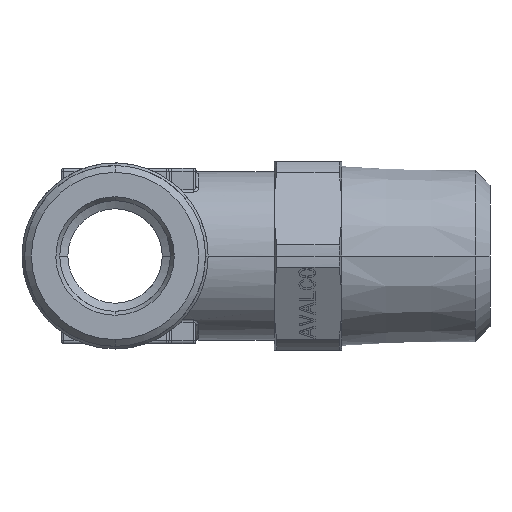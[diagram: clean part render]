
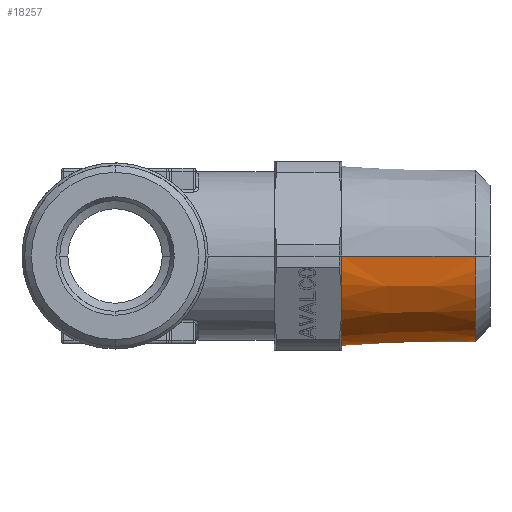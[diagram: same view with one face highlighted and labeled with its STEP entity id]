
A CAD part, left-side view. The second image highlights one B-rep face of the part: STEP entity #18257.
In plain terms, the highlighted conical face has half-angle 1.78 degrees and reference radius 6.502 mm.
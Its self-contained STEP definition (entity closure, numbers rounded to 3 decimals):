
#17783=CARTESIAN_POINT('Vertex',(-6.655,-16.8,0.)) ;
#17785=CARTESIAN_POINT('Vertex',(6.655,-16.8,0.)) ;
#17789=CARTESIAN_POINT('Control Point',(-6.655,-16.8,0.)) ;
#17790=CARTESIAN_POINT('Control Point',(-6.655,-16.8,-0.632)) ;
#17791=CARTESIAN_POINT('Control Point',(-6.58,-16.8,-1.264)) ;
#17792=CARTESIAN_POINT('Control Point',(-6.43,-16.8,-1.884)) ;
#17793=CARTESIAN_POINT('Control Point',(-5.986,-16.8,-3.077)) ;
#17794=CARTESIAN_POINT('Control Point',(-5.275,-16.8,-4.132)) ;
#17795=CARTESIAN_POINT('Control Point',(-4.858,-16.8,-4.615)) ;
#17796=CARTESIAN_POINT('Control Point',(-3.918,-16.8,-5.473)) ;
#17797=CARTESIAN_POINT('Control Point',(-2.803,-16.8,-6.086)) ;
#17798=CARTESIAN_POINT('Control Point',(-2.211,-16.8,-6.325)) ;
#17799=CARTESIAN_POINT('Control Point',(-0.983,-16.8,-6.658)) ;
#17800=CARTESIAN_POINT('Control Point',(0.289,-16.8,-6.694)) ;
#17801=CARTESIAN_POINT('Control Point',(0.925,-16.8,-6.637)) ;
#17802=CARTESIAN_POINT('Control Point',(2.169,-16.8,-6.371)) ;
#17803=CARTESIAN_POINT('Control Point',(3.317,-16.8,-5.822)) ;
#17804=CARTESIAN_POINT('Control Point',(3.856,-16.8,-5.48)) ;
#17805=CARTESIAN_POINT('Control Point',(4.842,-16.8,-4.675)) ;
#17806=CARTESIAN_POINT('Control Point',(5.612,-16.8,-3.662)) ;
#17807=CARTESIAN_POINT('Control Point',(5.935,-16.8,-3.111)) ;
#17808=CARTESIAN_POINT('Control Point',(6.346,-16.8,-2.168)) ;
#17809=CARTESIAN_POINT('Control Point',(6.57,-16.8,-1.168)) ;
#17810=CARTESIAN_POINT('Control Point',(6.627,-16.8,-0.78)) ;
#17811=CARTESIAN_POINT('Control Point',(6.655,-16.8,-0.39)) ;
#17812=CARTESIAN_POINT('Control Point',(6.655,-16.8,0.)) ;
#18227=CARTESIAN_POINT('Axis2P3D Location',(0.,-21.75,0.)) ;
#18232=CARTESIAN_POINT('Line Origine',(15534.183,499632.378,0.)) ;
#18236=CARTESIAN_POINT('Vertex',(6.348,-26.7,0.)) ;
#18239=CARTESIAN_POINT('Axis2P3D Location',(0.,-26.7,0.)) ;
#18243=CARTESIAN_POINT('Vertex',(-6.348,-26.7,0.)) ;
#18246=CARTESIAN_POINT('Line Origine',(-15534.183,499632.378,0.)) ;
#18228=DIRECTION('Axis2P3D Direction',(0.,1.,0.)) ;
#18229=DIRECTION('Axis2P3D XDirection',(1.,0.,0.)) ;
#18233=DIRECTION('Vector Direction',(0.031,1.,0.)) ;
#18240=DIRECTION('Axis2P3D Direction',(-0.,1.,0.)) ;
#18247=DIRECTION('Vector Direction',(-0.031,1.,0.)) ;
#18230=AXIS2_PLACEMENT_3D('Cone Axis2P3D',#18227,#18228,#18229) ;
#18241=AXIS2_PLACEMENT_3D('Circle Axis2P3D',#18239,#18240,$) ;
#18252=ORIENTED_EDGE('',*,*,#17813,.T.) ;
#18253=ORIENTED_EDGE('',*,*,#18238,.T.) ;
#18254=ORIENTED_EDGE('',*,*,#18245,.F.) ;
#18255=ORIENTED_EDGE('',*,*,#18250,.F.) ;
#18234=VECTOR('Line Direction',#18233,1.) ;
#18248=VECTOR('Line Direction',#18247,1.) ;
#18257=ADVANCED_FACE('PR415B-08R14',(#18256),#18231,.T.) ;
#17788=B_SPLINE_CURVE_WITH_KNOTS('',5,(#17789,#17790,#17791,#17792,#17793,#17794,#17795,#17796,#17797,#17798,#17799,#17800,#17801,#17802,#17803,#17804,#17805,#17806,#17807,#17808,#17809,#17810,#17811,#17812),.UNSPECIFIED.,.F.,.U.,(6,3,3,3,3,3,3,6),(0.,4.468,8.937,13.405,17.873,22.342,26.81,29.569),.UNSPECIFIED.) ;
#18242=CIRCLE('generated circle',#18241,6.348) ;
#18231=CONICAL_SURFACE('Cone',#18230,6.502,0.031) ;
#17813=EDGE_CURVE('',#17784,#17786,#17788,.T.) ;
#18238=EDGE_CURVE('',#17786,#18237,#18235,.F.) ;
#18245=EDGE_CURVE('',#18244,#18237,#18242,.F.) ;
#18250=EDGE_CURVE('',#17784,#18244,#18249,.F.) ;
#18251=EDGE_LOOP('',(#18252,#18253,#18254,#18255)) ;
#18256=FACE_OUTER_BOUND('',#18251,.T.) ;
#18235=LINE('Line',#18232,#18234) ;
#18249=LINE('Line',#18246,#18248) ;
#17784=VERTEX_POINT('',#17783) ;
#17786=VERTEX_POINT('',#17785) ;
#18237=VERTEX_POINT('',#18236) ;
#18244=VERTEX_POINT('',#18243) ;
